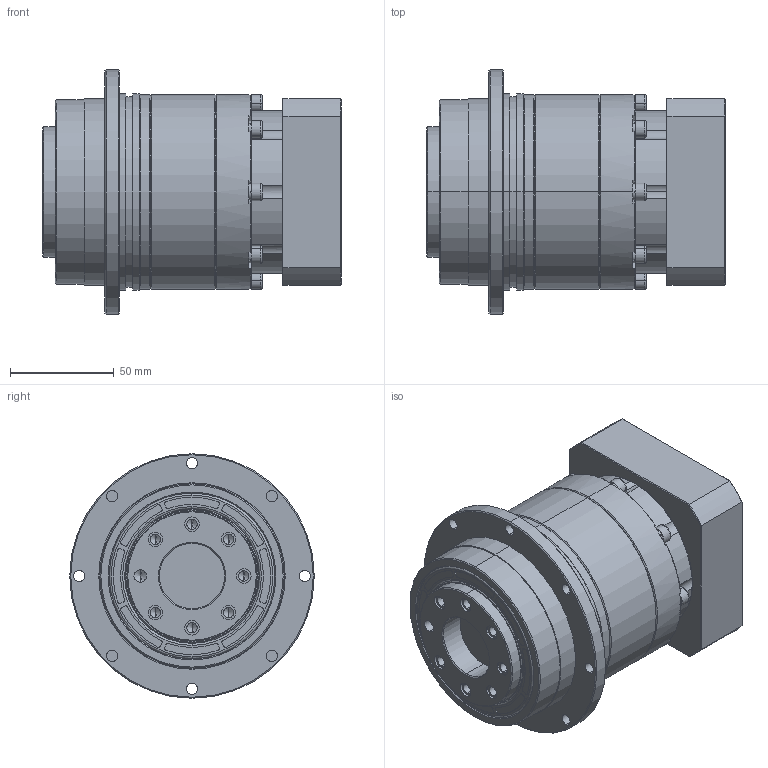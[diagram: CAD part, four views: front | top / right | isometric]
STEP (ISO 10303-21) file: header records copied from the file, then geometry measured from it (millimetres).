
FILE_DESCRIPTION (( 'STEP AP203' ), '1' );
FILE_NAME ('KD90L2-70-19-50-M5-90 俋倛芞.step', '2022-10-19T01:47:16', ( 'PC' ), ( 'Microsoft' ), 'SwSTEP 2.0', 'SolidWorks 2016', '' );
FILE_SCHEMA (( 'CONFIG_CONTROL_DESIGN' ));
Length unit declared in the file: millimetre
Products named in the file (10): hex socket set screws with flat point gb_GB_FASTENER_SCREWS_HSFP M12X12-N; 二级齿圈外形图 KD90; 一级齿圈外形图加法兰盘外形图 KD90; KD90L2-70-19-50-M5-90 俋倛芞; 笢潔楊擘俋倛芞 KD90; 萇儂楊擘俋倛芞 KB90 D70-M5-90F90H28.5; 一级整体太阳轮加夹套外形图 KB90-D19; hexagon socket head cap screws gb_GB_FASTENER_SCREWS_HSHCS M5X20-N; hexagon socket head cap screws gb_GB_FASTENER_SCREWS_HSHCS M6X20-N; spring lock washers--normal type gb_GB_FASTENER_WASHER_SW 5
Assembly tree (35 placements, depth 2):
  KD90L2-70-19-50-M5-90 俋倛芞
    一级齿圈外形图加法兰盘外形图 KD90
    笢潔楊擘俋倛芞 KD90
    萇儂楊擘俋倛芞 KB90 D70-M5-90F90H28.5
    一级整体太阳轮加夹套外形图 KB90-D19
    hexagon socket head cap screws gb_GB_FASTENER_SCREWS_HSHCS M5X20-N  x9
    hexagon socket head cap screws gb_GB_FASTENER_SCREWS_HSHCS M6X20-N  x6
    spring lock washers--normal type gb_GB_FASTENER_WASHER_SW 5  x14
    hex socket set screws with flat point gb_GB_FASTENER_SCREWS_HSFP M12X12-N
    二级齿圈外形图 KD90
Bounding box: 144 x 118 x 118 mm (x, y, z)
Volume: 748708.2 mm3; surface area: 160905.3 mm2
Topology: 37 solids, 37 shells, 1101 faces, 2668 edges, 1654 vertices
Faces by surface type: plane 449, cylinder 420, cone 196, torus 36
Entity records: 21530 total; most frequent: CARTESIAN_POINT 3745, DIRECTION 3654, ORIENTED_EDGE 3172, EDGE_CURVE 1586, AXIS2_PLACEMENT_3D 1482, VERTEX_POINT 1017, CIRCLE 798, EDGE_LOOP 759
